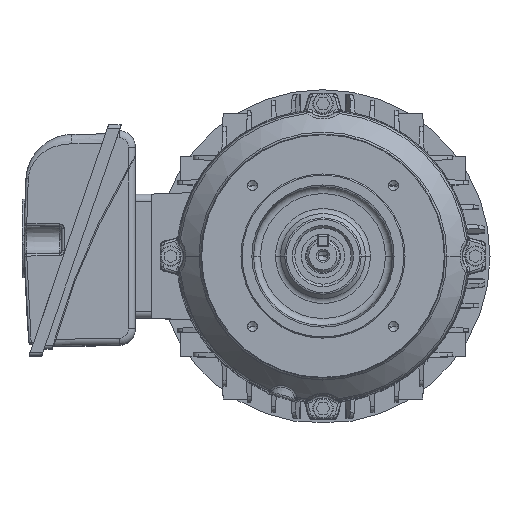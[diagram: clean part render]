
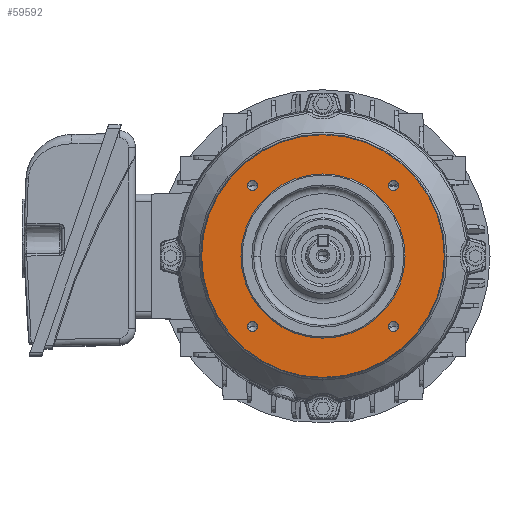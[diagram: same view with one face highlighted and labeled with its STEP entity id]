
A CAD part, top view. The second image highlights one B-rep face of the part: STEP entity #59592.
In plain terms, the highlighted face is planar.
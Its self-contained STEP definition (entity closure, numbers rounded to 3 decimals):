
#172 = DIRECTION ( 'NONE',  ( 0., 0., 1. ) ) ;
#549 = DIRECTION ( 'NONE',  ( 0., 0., 1. ) ) ;
#932 = CARTESIAN_POINT ( 'NONE',  ( 3.5, 0., 0. ) ) ;
#1036 = CIRCLE ( 'NONE', #61195, 2.1 ) ;
#1187 = ORIENTED_EDGE ( 'NONE', *, *, #61102, .T. ) ;
#2191 = CARTESIAN_POINT ( 'NONE',  ( 3.5, 0., 0. ) ) ;
#3331 = CIRCLE ( 'NONE', #5196, 51.767 ) ;
#4301 = AXIS2_PLACEMENT_3D ( 'NONE', #932, #6011, #6236 ) ;
#4901 = FACE_BOUND ( 'NONE', #22887, .T. ) ;
#5068 = ORIENTED_EDGE ( 'NONE', *, *, #15018, .F. ) ;
#5145 = CARTESIAN_POINT ( 'NONE',  ( 3.5, -30.052, -32.152 ) ) ;
#5196 = AXIS2_PLACEMENT_3D ( 'NONE', #55699, #52994, #61890 ) ;
#5291 = DIRECTION ( 'NONE',  ( -1., 0., 0. ) ) ;
#6011 = DIRECTION ( 'NONE',  ( -1., 0., 0. ) ) ;
#6075 = EDGE_LOOP ( 'NONE', ( #29989, #11288 ) ) ;
#6236 = DIRECTION ( 'NONE',  ( 0., 0., -1. ) ) ;
#6820 = CARTESIAN_POINT ( 'NONE',  ( 3.5, 0., -35. ) ) ;
#7854 = CARTESIAN_POINT ( 'NONE',  ( 3.5, -30.052, -30.052 ) ) ;
#8280 = CARTESIAN_POINT ( 'NONE',  ( 3.5, 30.052, -32.152 ) ) ;
#8506 = DIRECTION ( 'NONE',  ( 0., 0., 1. ) ) ;
#8522 = VERTEX_POINT ( 'NONE', #59752 ) ;
#8530 = VERTEX_POINT ( 'NONE', #60182 ) ;
#8614 = AXIS2_PLACEMENT_3D ( 'NONE', #33579, #13219, #63519 ) ;
#8963 = CARTESIAN_POINT ( 'NONE',  ( 3.5, 0., 0. ) ) ;
#9796 = VERTEX_POINT ( 'NONE', #8280 ) ;
#10968 = VERTEX_POINT ( 'NONE', #18327 ) ;
#11288 = ORIENTED_EDGE ( 'NONE', *, *, #21888, .F. ) ;
#11651 = AXIS2_PLACEMENT_3D ( 'NONE', #60561, #5291, #25744 ) ;
#12687 = EDGE_CURVE ( 'NONE', #13794, #8530, #19552, .T. ) ;
#13219 = DIRECTION ( 'NONE',  ( -1., 0., 0. ) ) ;
#13521 = DIRECTION ( 'NONE',  ( -1., 0., 0. ) ) ;
#13794 = VERTEX_POINT ( 'NONE', #22294 ) ;
#15018 = EDGE_CURVE ( 'NONE', #9796, #8522, #56445, .T. ) ;
#15613 = AXIS2_PLACEMENT_3D ( 'NONE', #8963, #34894, #59314 ) ;
#15650 = VERTEX_POINT ( 'NONE', #47077 ) ;
#15952 = VERTEX_POINT ( 'NONE', #5145 ) ;
#15984 = CARTESIAN_POINT ( 'NONE',  ( 3.5, -30.052, 30.052 ) ) ;
#16149 = PLANE ( 'NONE',  #49266 ) ;
#16859 = FACE_BOUND ( 'NONE', #6075, .T. ) ;
#17147 = EDGE_CURVE ( 'NONE', #15952, #52357, #34825, .T. ) ;
#17202 = EDGE_CURVE ( 'NONE', #44134, #15650, #27727, .T. ) ;
#17292 = CIRCLE ( 'NONE', #34647, 35. ) ;
#17422 = EDGE_LOOP ( 'NONE', ( #63319, #35696 ) ) ;
#17721 = EDGE_LOOP ( 'NONE', ( #57405, #28218 ) ) ;
#17969 = DIRECTION ( 'NONE',  ( -1., 0., 0. ) ) ;
#18327 = CARTESIAN_POINT ( 'NONE',  ( 3.5, -30.052, 32.152 ) ) ;
#19344 = CIRCLE ( 'NONE', #38314, 2.1 ) ;
#19552 = CIRCLE ( 'NONE', #4301, 51.767 ) ;
#21548 = CARTESIAN_POINT ( 'NONE',  ( 3.5, 30.052, 32.152 ) ) ;
#21888 = EDGE_CURVE ( 'NONE', #25662, #10968, #19344, .T. ) ;
#22294 = CARTESIAN_POINT ( 'NONE',  ( 3.5, 0., 51.767 ) ) ;
#22339 = CIRCLE ( 'NONE', #8614, 2.1 ) ;
#22887 = EDGE_LOOP ( 'NONE', ( #23732, #5068 ) ) ;
#23611 = DIRECTION ( 'NONE',  ( -1., 0., 0. ) ) ;
#23732 = ORIENTED_EDGE ( 'NONE', *, *, #30066, .F. ) ;
#24103 = EDGE_CURVE ( 'NONE', #10968, #25662, #44913, .T. ) ;
#25440 = EDGE_LOOP ( 'NONE', ( #1187, #35470 ) ) ;
#25662 = VERTEX_POINT ( 'NONE', #30252 ) ;
#25744 = DIRECTION ( 'NONE',  ( 0., 0., 1. ) ) ;
#26803 = CARTESIAN_POINT ( 'NONE',  ( 3.5, 35., 0. ) ) ;
#27727 = CIRCLE ( 'NONE', #15613, 35. ) ;
#28218 = ORIENTED_EDGE ( 'NONE', *, *, #17147, .F. ) ;
#28971 = DIRECTION ( 'NONE',  ( 0., 0., 1. ) ) ;
#29239 = CARTESIAN_POINT ( 'NONE',  ( 3.5, 30.052, 30.052 ) ) ;
#29989 = ORIENTED_EDGE ( 'NONE', *, *, #24103, .F. ) ;
#30066 = EDGE_CURVE ( 'NONE', #8522, #9796, #61071, .T. ) ;
#30252 = CARTESIAN_POINT ( 'NONE',  ( 3.5, -30.052, 27.952 ) ) ;
#31119 = CIRCLE ( 'NONE', #45104, 2.1 ) ;
#31445 = AXIS2_PLACEMENT_3D ( 'NONE', #53956, #23611, #8506 ) ;
#32608 = DIRECTION ( 'NONE',  ( 0., 0., -1. ) ) ;
#33579 = CARTESIAN_POINT ( 'NONE',  ( 3.5, -30.052, -30.052 ) ) ;
#34074 = ORIENTED_EDGE ( 'NONE', *, *, #61578, .F. ) ;
#34647 = AXIS2_PLACEMENT_3D ( 'NONE', #2191, #57870, #32608 ) ;
#34825 = CIRCLE ( 'NONE', #62316, 2.1 ) ;
#34894 = DIRECTION ( 'NONE',  ( 1., 0., 0. ) ) ;
#35395 = AXIS2_PLACEMENT_3D ( 'NONE', #61763, #36249, #549 ) ;
#35470 = ORIENTED_EDGE ( 'NONE', *, *, #12687, .T. ) ;
#35696 = ORIENTED_EDGE ( 'NONE', *, *, #36137, .T. ) ;
#35887 = EDGE_LOOP ( 'NONE', ( #34074, #50325 ) ) ;
#36137 = EDGE_CURVE ( 'NONE', #15650, #44134, #17292, .T. ) ;
#36249 = DIRECTION ( 'NONE',  ( -1., 0., 0. ) ) ;
#36719 = CARTESIAN_POINT ( 'NONE',  ( 3.5, 30.052, 27.952 ) ) ;
#38257 = FACE_BOUND ( 'NONE', #17721, .T. ) ;
#38314 = AXIS2_PLACEMENT_3D ( 'NONE', #15984, #17969, #48492 ) ;
#41452 = FACE_OUTER_BOUND ( 'NONE', #25440, .T. ) ;
#42127 = CARTESIAN_POINT ( 'NONE',  ( 3.5, -30.052, -27.952 ) ) ;
#43328 = DIRECTION ( 'NONE',  ( -1., 0., 0. ) ) ;
#44134 = VERTEX_POINT ( 'NONE', #6820 ) ;
#44913 = CIRCLE ( 'NONE', #35395, 2.1 ) ;
#45104 = AXIS2_PLACEMENT_3D ( 'NONE', #29239, #13521, #59156 ) ;
#47077 = CARTESIAN_POINT ( 'NONE',  ( 3.5, 0., 35. ) ) ;
#47110 = DIRECTION ( 'NONE',  ( 1., 0., 0. ) ) ;
#47269 = VERTEX_POINT ( 'NONE', #21548 ) ;
#47726 = VERTEX_POINT ( 'NONE', #36719 ) ;
#48492 = DIRECTION ( 'NONE',  ( 0., 0., 1. ) ) ;
#49266 = AXIS2_PLACEMENT_3D ( 'NONE', #26803, #47110, #58023 ) ;
#50325 = ORIENTED_EDGE ( 'NONE', *, *, #59381, .F. ) ;
#50923 = CARTESIAN_POINT ( 'NONE',  ( 3.5, 30.052, 30.052 ) ) ;
#51727 = FACE_BOUND ( 'NONE', #35887, .T. ) ;
#52357 = VERTEX_POINT ( 'NONE', #42127 ) ;
#52994 = DIRECTION ( 'NONE',  ( -1., 0., 0. ) ) ;
#53956 = CARTESIAN_POINT ( 'NONE',  ( 3.5, 30.052, -30.052 ) ) ;
#55699 = CARTESIAN_POINT ( 'NONE',  ( 3.5, 0., 0. ) ) ;
#56445 = CIRCLE ( 'NONE', #11651, 2.1 ) ;
#57296 = FACE_BOUND ( 'NONE', #17422, .T. ) ;
#57405 = ORIENTED_EDGE ( 'NONE', *, *, #62022, .F. ) ;
#57870 = DIRECTION ( 'NONE',  ( 1., 0., 0. ) ) ;
#58023 = DIRECTION ( 'NONE',  ( 0., 0., -1. ) ) ;
#59156 = DIRECTION ( 'NONE',  ( 0., 0., 1. ) ) ;
#59314 = DIRECTION ( 'NONE',  ( 0., 0., -1. ) ) ;
#59381 = EDGE_CURVE ( 'NONE', #47726, #47269, #1036, .T. ) ;
#59592 = ADVANCED_FACE ( 'NONE', ( #4901, #51727, #16859, #38257, #41452, #57296 ), #16149, .F. ) ;
#59752 = CARTESIAN_POINT ( 'NONE',  ( 3.5, 30.052, -27.952 ) ) ;
#60182 = CARTESIAN_POINT ( 'NONE',  ( 3.5, 0., -51.767 ) ) ;
#60561 = CARTESIAN_POINT ( 'NONE',  ( 3.5, 30.052, -30.052 ) ) ;
#61071 = CIRCLE ( 'NONE', #31445, 2.1 ) ;
#61102 = EDGE_CURVE ( 'NONE', #8530, #13794, #3331, .T. ) ;
#61195 = AXIS2_PLACEMENT_3D ( 'NONE', #50923, #64270, #172 ) ;
#61578 = EDGE_CURVE ( 'NONE', #47269, #47726, #31119, .T. ) ;
#61763 = CARTESIAN_POINT ( 'NONE',  ( 3.5, -30.052, 30.052 ) ) ;
#61890 = DIRECTION ( 'NONE',  ( 0., 0., -1. ) ) ;
#62022 = EDGE_CURVE ( 'NONE', #52357, #15952, #22339, .T. ) ;
#62316 = AXIS2_PLACEMENT_3D ( 'NONE', #7854, #43328, #28971 ) ;
#63319 = ORIENTED_EDGE ( 'NONE', *, *, #17202, .T. ) ;
#63519 = DIRECTION ( 'NONE',  ( 0., 0., 1. ) ) ;
#64270 = DIRECTION ( 'NONE',  ( -1., 0., 0. ) ) ;
